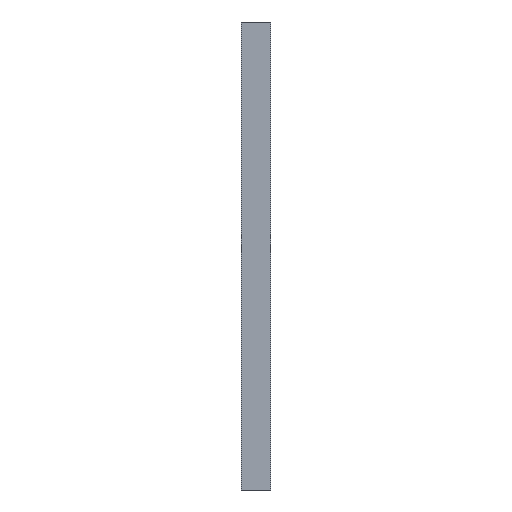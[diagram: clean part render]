
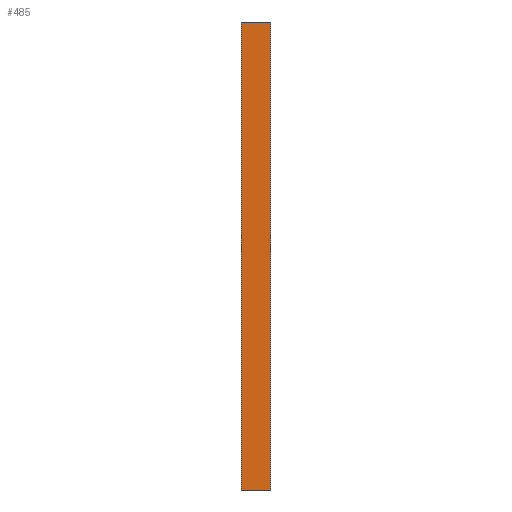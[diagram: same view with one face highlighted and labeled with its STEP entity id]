
A CAD part, left-side view. The second image highlights one B-rep face of the part: STEP entity #485.
In plain terms, the highlighted planar face has unit normal (-1, 0, 0).
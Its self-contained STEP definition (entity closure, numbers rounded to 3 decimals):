
#297 = EDGE_LOOP ( 'NONE', ( #4527, #1569, #5310, #5303 ) ) ;
#485 = ADVANCED_FACE ( 'NONE', ( #5569 ), #1994, .F. ) ;
#486 = DIRECTION ( 'NONE',  ( 0., 0., -1. ) ) ;
#495 = CARTESIAN_POINT ( 'NONE',  ( -40., -10., 314. ) ) ;
#615 = CARTESIAN_POINT ( 'NONE',  ( -40., 10., 314. ) ) ;
#682 = LINE ( 'NONE', #4223, #1744 ) ;
#863 = CARTESIAN_POINT ( 'NONE',  ( -40., 10., 314. ) ) ;
#971 = EDGE_CURVE ( 'NONE', #5196, #2790, #1799, .T. ) ;
#1007 = CARTESIAN_POINT ( 'NONE',  ( -40., 10., 0. ) ) ;
#1413 = VECTOR ( 'NONE', #486, 1000. ) ;
#1425 = EDGE_CURVE ( 'NONE', #2639, #4615, #1964, .T. ) ;
#1569 = ORIENTED_EDGE ( 'NONE', *, *, #971, .F. ) ;
#1744 = VECTOR ( 'NONE', #4571, 1000. ) ;
#1799 = LINE ( 'NONE', #4396, #1413 ) ;
#1943 = CARTESIAN_POINT ( 'NONE',  ( -40., 10., 0. ) ) ;
#1964 = LINE ( 'NONE', #615, #4596 ) ;
#1994 = PLANE ( 'NONE',  #2051 ) ;
#2051 = AXIS2_PLACEMENT_3D ( 'NONE', #2959, #3732, #4269 ) ;
#2279 = VECTOR ( 'NONE', #4274, 1000. ) ;
#2400 = EDGE_CURVE ( 'NONE', #4615, #2790, #2539, .T. ) ;
#2539 = LINE ( 'NONE', #1943, #2279 ) ;
#2639 = VERTEX_POINT ( 'NONE', #863 ) ;
#2790 = VERTEX_POINT ( 'NONE', #5336 ) ;
#2959 = CARTESIAN_POINT ( 'NONE',  ( -40., 10., 314. ) ) ;
#3732 = DIRECTION ( 'NONE',  ( 1., 0., 0. ) ) ;
#3986 = EDGE_CURVE ( 'NONE', #2639, #5196, #682, .T. ) ;
#4223 = CARTESIAN_POINT ( 'NONE',  ( -40., 10., 314. ) ) ;
#4269 = DIRECTION ( 'NONE',  ( 0., 0., -1. ) ) ;
#4274 = DIRECTION ( 'NONE',  ( 0., -1., 0. ) ) ;
#4396 = CARTESIAN_POINT ( 'NONE',  ( -40., -10., 314. ) ) ;
#4527 = ORIENTED_EDGE ( 'NONE', *, *, #2400, .T. ) ;
#4571 = DIRECTION ( 'NONE',  ( 0., -1., 0. ) ) ;
#4596 = VECTOR ( 'NONE', #5344, 1000. ) ;
#4615 = VERTEX_POINT ( 'NONE', #1007 ) ;
#5196 = VERTEX_POINT ( 'NONE', #495 ) ;
#5303 = ORIENTED_EDGE ( 'NONE', *, *, #1425, .T. ) ;
#5310 = ORIENTED_EDGE ( 'NONE', *, *, #3986, .F. ) ;
#5336 = CARTESIAN_POINT ( 'NONE',  ( -40., -10., 0. ) ) ;
#5344 = DIRECTION ( 'NONE',  ( 0., 0., -1. ) ) ;
#5569 = FACE_OUTER_BOUND ( 'NONE', #297, .T. ) ;
